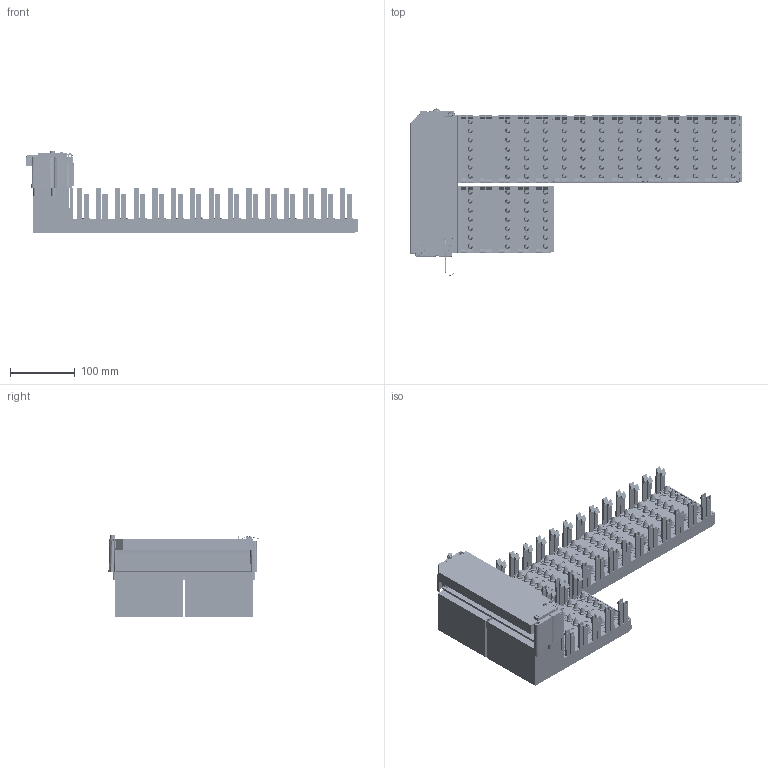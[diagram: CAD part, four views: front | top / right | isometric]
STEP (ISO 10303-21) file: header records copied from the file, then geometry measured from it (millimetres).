
FILE_DESCRIPTION((''),'2;1');
FILE_NAME('DM_CAD-6672_ASM','2019-06-19T07:23:09',('creinig-se'),(''),'CREO PARAMETRIC BY PTC INC, 2018420','CREO PARAMETRIC BY PTC INC, 2018420','');
FILE_SCHEMA(('CONFIG_CONTROL_DESIGN','SHAPE_APPEARANCE_LAYERS_GROUPS'));
Products named in the file (13): DM_CAD-6670_KLEMMLEISTE; DM_CAD-6670_PLATTE_BASIS; DM_CAD-6670_EXCON_TOP; DM_CAD-6670_CPL_EINFACH_ASM; DM_CAD-6670_CAP_MULTI; DM_CAD-6670_BOTTOM; DM_CAD-6672_BACKPLANE_CLAMP3; DM_CAD-6670_IP30_COVER; DM_CAD-6670_IP30_DECKEL; DM_CAD-6670_VERLIERSCHUTZ; DM_CAD-6670_CLAMPHSG_ASM; DM_CAD-6670_SCHIENE; DM_CAD-6672_ASM
Assembly tree (144 placements, depth 3):
  DM_CAD-6672_ASM
    DM_CAD-6670_KLEMMLEISTE  x2
    DM_CAD-6670_PLATTE_BASIS  x2
    DM_CAD-6670_CPL_EINFACH_ASM  x126
      DM_CAD-6670_EXCON_TOP
    DM_CAD-6670_CAP_MULTI  x2
    DM_CAD-6670_BOTTOM  x4
    DM_CAD-6672_BACKPLANE_CLAMP3  x2
    DM_CAD-6670_CLAMPHSG_ASM
      DM_CAD-6670_IP30_COVER
      DM_CAD-6670_IP30_DECKEL
      DM_CAD-6670_VERLIERSCHUTZ
    DM_CAD-6670_SCHIENE
Bounding box: 512.67 x 258.14 x 125.5 mm (x, y, z)
Volume: 2307695.1 mm3; surface area: 730647.9 mm2
Topology: 142 solids, 142 shells, 7502 faces, 25429 edges, 19414 vertices
Faces by surface type: plane 5487, cylinder 1665, cone 300, bspline 36, sphere 12, torus 2
Entity records: 81012 total; most frequent: CARTESIAN_POINT 13242, DIRECTION 10516, ORIENTED_EDGE 9692, PRESENTATION_STYLE_ASSIGNMENT 5350, STYLED_ITEM 5350, CURVE_STYLE 5339, VECTOR 4892, LINE 4892
